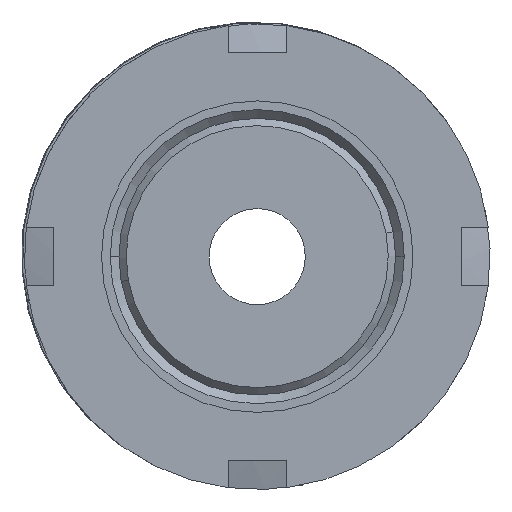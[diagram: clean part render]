
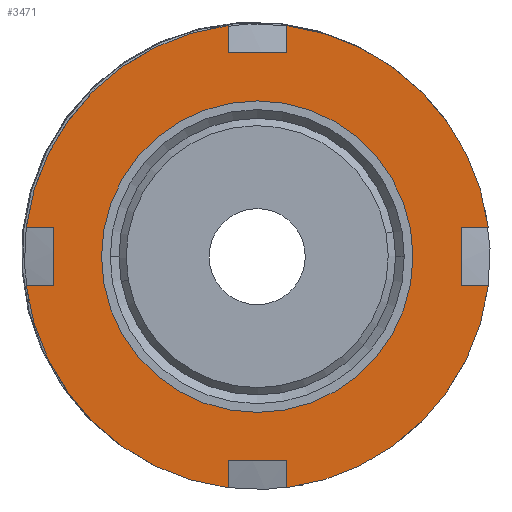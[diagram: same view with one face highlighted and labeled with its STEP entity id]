
A CAD part, front view. The second image highlights one B-rep face of the part: STEP entity #3471.
In plain terms, the highlighted planar face has unit normal (0, -1, 0).
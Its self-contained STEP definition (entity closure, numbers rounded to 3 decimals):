
#40 = CARTESIAN_POINT ( 'NONE',  ( -2., -10.269, 0. ) ) ;
#44 = CARTESIAN_POINT ( 'NONE',  ( 0., -10.269, 0. ) ) ;
#59 = FACE_BOUND ( 'NONE', #1409, .T. ) ;
#65 = FACE_OUTER_BOUND ( 'NONE', #3207, .T. ) ;
#66 = DIRECTION ( 'NONE',  ( -1., 0., 0. ) ) ;
#155 = DIRECTION ( 'NONE',  ( 0., 1., 0. ) ) ;
#161 = VERTEX_POINT ( 'NONE', #496 ) ;
#272 = DIRECTION ( 'NONE',  ( -1., 0., 0. ) ) ;
#311 = DIRECTION ( 'NONE',  ( 0., 1., 0. ) ) ;
#324 = ORIENTED_EDGE ( 'NONE', *, *, #4256, .T. ) ;
#329 = CARTESIAN_POINT ( 'NONE',  ( 0., -10.269, 14. ) ) ;
#346 = VERTEX_POINT ( 'NONE', #4115 ) ;
#362 = EDGE_CURVE ( 'NONE', #2359, #1788, #411, .T. ) ;
#385 = ORIENTED_EDGE ( 'NONE', *, *, #1270, .F. ) ;
#411 = CIRCLE ( 'NONE', #2246, 10.7 ) ;
#420 = DIRECTION ( 'NONE',  ( 0., 1., 0. ) ) ;
#450 = DIRECTION ( 'NONE',  ( -1., 0., 0. ) ) ;
#465 = LINE ( 'NONE', #2074, #747 ) ;
#496 = CARTESIAN_POINT ( 'NONE',  ( 2., -10.269, 15.875 ) ) ;
#537 = DIRECTION ( 'NONE',  ( -1., 0., 0. ) ) ;
#540 = EDGE_CURVE ( 'NONE', #1788, #2359, #4192, .T. ) ;
#551 = DIRECTION ( 'NONE',  ( 0., 0., 1. ) ) ;
#556 = CARTESIAN_POINT ( 'NONE',  ( -2., -10.269, 0. ) ) ;
#563 = VERTEX_POINT ( 'NONE', #3661 ) ;
#603 = EDGE_CURVE ( 'NONE', #2039, #3097, #628, .T. ) ;
#608 = VERTEX_POINT ( 'NONE', #2932 ) ;
#625 = DIRECTION ( 'NONE',  ( 0., 1., 0. ) ) ;
#628 = CIRCLE ( 'NONE', #1425, 16. ) ;
#654 = LINE ( 'NONE', #3668, #874 ) ;
#692 = EDGE_CURVE ( 'NONE', #161, #1805, #937, .T. ) ;
#728 = DIRECTION ( 'NONE',  ( 0., 0., 1. ) ) ;
#732 = CARTESIAN_POINT ( 'NONE',  ( 10.7, -10.269, -2. ) ) ;
#742 = DIRECTION ( 'NONE',  ( 0., 0., -1. ) ) ;
#747 = VECTOR ( 'NONE', #3470, 1000. ) ;
#756 = DIRECTION ( 'NONE',  ( 1., 0., 0. ) ) ;
#800 = CARTESIAN_POINT ( 'NONE',  ( 0., -10.269, -14. ) ) ;
#849 = VECTOR ( 'NONE', #2765, 1000. ) ;
#857 = CARTESIAN_POINT ( 'NONE',  ( 10.7, -10.269, 0. ) ) ;
#874 = VECTOR ( 'NONE', #1899, 1000. ) ;
#884 = CARTESIAN_POINT ( 'NONE',  ( -14., -10.269, 0. ) ) ;
#929 = ORIENTED_EDGE ( 'NONE', *, *, #362, .T. ) ;
#934 = VECTOR ( 'NONE', #4331, 1000. ) ;
#937 = CIRCLE ( 'NONE', #3189, 16. ) ;
#960 = CARTESIAN_POINT ( 'NONE',  ( -10.7, -10.269, 0. ) ) ;
#986 = ORIENTED_EDGE ( 'NONE', *, *, #1516, .F. ) ;
#991 = VERTEX_POINT ( 'NONE', #3784 ) ;
#1000 = CARTESIAN_POINT ( 'NONE',  ( 0., -10.269, 0. ) ) ;
#1123 = CARTESIAN_POINT ( 'NONE',  ( -2., -10.269, -15.875 ) ) ;
#1127 = DIRECTION ( 'NONE',  ( -1., 0., 0. ) ) ;
#1152 = ORIENTED_EDGE ( 'NONE', *, *, #603, .F. ) ;
#1190 = DIRECTION ( 'NONE',  ( -1., 0., 0. ) ) ;
#1200 = ORIENTED_EDGE ( 'NONE', *, *, #3440, .F. ) ;
#1211 = CARTESIAN_POINT ( 'NONE',  ( 0., -10.269, 0. ) ) ;
#1265 = VERTEX_POINT ( 'NONE', #1871 ) ;
#1270 = EDGE_CURVE ( 'NONE', #1487, #3422, #2364, .T. ) ;
#1279 = CARTESIAN_POINT ( 'NONE',  ( 0., -10.269, 0. ) ) ;
#1326 = DIRECTION ( 'NONE',  ( 1., 0., 0. ) ) ;
#1333 = ORIENTED_EDGE ( 'NONE', *, *, #4268, .T. ) ;
#1409 = EDGE_LOOP ( 'NONE', ( #929, #2599 ) ) ;
#1419 = VERTEX_POINT ( 'NONE', #2310 ) ;
#1425 = AXIS2_PLACEMENT_3D ( 'NONE', #3185, #155, #537 ) ;
#1487 = VERTEX_POINT ( 'NONE', #2134 ) ;
#1495 = CARTESIAN_POINT ( 'NONE',  ( 10.7, -10.269, 0. ) ) ;
#1516 = EDGE_CURVE ( 'NONE', #1265, #1487, #3028, .T. ) ;
#1530 = CARTESIAN_POINT ( 'NONE',  ( 2., -10.269, 0. ) ) ;
#1567 = VERTEX_POINT ( 'NONE', #2166 ) ;
#1580 = ORIENTED_EDGE ( 'NONE', *, *, #3997, .F. ) ;
#1658 = EDGE_CURVE ( 'NONE', #1567, #1805, #654, .T. ) ;
#1681 = EDGE_CURVE ( 'NONE', #346, #2431, #2850, .T. ) ;
#1768 = CARTESIAN_POINT ( 'NONE',  ( 14., -10.269, 0. ) ) ;
#1788 = VERTEX_POINT ( 'NONE', #857 ) ;
#1805 = VERTEX_POINT ( 'NONE', #2883 ) ;
#1816 = LINE ( 'NONE', #2790, #2395 ) ;
#1871 = CARTESIAN_POINT ( 'NONE',  ( 2., -10.269, -14. ) ) ;
#1888 = DIRECTION ( 'NONE',  ( 0., 0., 1. ) ) ;
#1899 = DIRECTION ( 'NONE',  ( 1., 0., 0. ) ) ;
#1927 = LINE ( 'NONE', #40, #3669 ) ;
#1940 = VECTOR ( 'NONE', #551, 1000. ) ;
#1956 = ORIENTED_EDGE ( 'NONE', *, *, #3817, .F. ) ;
#2019 = CARTESIAN_POINT ( 'NONE',  ( -14., -10.269, 2. ) ) ;
#2039 = VERTEX_POINT ( 'NONE', #4110 ) ;
#2055 = ORIENTED_EDGE ( 'NONE', *, *, #1681, .F. ) ;
#2060 = AXIS2_PLACEMENT_3D ( 'NONE', #44, #3895, #66 ) ;
#2061 = VECTOR ( 'NONE', #1888, 1000. ) ;
#2074 = CARTESIAN_POINT ( 'NONE',  ( 10.7, -10.269, -2. ) ) ;
#2134 = CARTESIAN_POINT ( 'NONE',  ( -2., -10.269, -14. ) ) ;
#2166 = CARTESIAN_POINT ( 'NONE',  ( 14., -10.269, 2. ) ) ;
#2199 = EDGE_CURVE ( 'NONE', #2431, #563, #4263, .T. ) ;
#2238 = VECTOR ( 'NONE', #742, 1000. ) ;
#2246 = AXIS2_PLACEMENT_3D ( 'NONE', #1000, #311, #2719 ) ;
#2287 = AXIS2_PLACEMENT_3D ( 'NONE', #1495, #420, #450 ) ;
#2310 = CARTESIAN_POINT ( 'NONE',  ( -2., -10.269, 14. ) ) ;
#2347 = CARTESIAN_POINT ( 'NONE',  ( 0., -10.269, 0. ) ) ;
#2359 = VERTEX_POINT ( 'NONE', #960 ) ;
#2364 = LINE ( 'NONE', #556, #934 ) ;
#2382 = CIRCLE ( 'NONE', #2060, 16. ) ;
#2395 = VECTOR ( 'NONE', #2458, 1000. ) ;
#2431 = VERTEX_POINT ( 'NONE', #2019 ) ;
#2458 = DIRECTION ( 'NONE',  ( 0., 0., -1. ) ) ;
#2509 = CARTESIAN_POINT ( 'NONE',  ( 2., -10.269, 14. ) ) ;
#2511 = CIRCLE ( 'NONE', #2725, 16. ) ;
#2541 = VERTEX_POINT ( 'NONE', #4199 ) ;
#2599 = ORIENTED_EDGE ( 'NONE', *, *, #540, .T. ) ;
#2608 = DIRECTION ( 'NONE',  ( -1., 0., 0. ) ) ;
#2616 = DIRECTION ( 'NONE',  ( 0., 1., 0. ) ) ;
#2622 = DIRECTION ( 'NONE',  ( 0., 1., 0. ) ) ;
#2637 = VERTEX_POINT ( 'NONE', #2509 ) ;
#2692 = VECTOR ( 'NONE', #1127, 1000. ) ;
#2719 = DIRECTION ( 'NONE',  ( -1., 0., 0. ) ) ;
#2724 = LINE ( 'NONE', #1768, #2238 ) ;
#2725 = AXIS2_PLACEMENT_3D ( 'NONE', #2347, #625, #272 ) ;
#2765 = DIRECTION ( 'NONE',  ( -1., 0., 0. ) ) ;
#2790 = CARTESIAN_POINT ( 'NONE',  ( 2., -10.269, 0. ) ) ;
#2850 = LINE ( 'NONE', #884, #1940 ) ;
#2883 = CARTESIAN_POINT ( 'NONE',  ( 15.875, -10.269, 2. ) ) ;
#2932 = CARTESIAN_POINT ( 'NONE',  ( -15.875, -10.269, -2. ) ) ;
#3028 = LINE ( 'NONE', #800, #2692 ) ;
#3044 = ORIENTED_EDGE ( 'NONE', *, *, #3120, .F. ) ;
#3097 = VERTEX_POINT ( 'NONE', #3598 ) ;
#3120 = EDGE_CURVE ( 'NONE', #2637, #161, #3976, .T. ) ;
#3170 = CARTESIAN_POINT ( 'NONE',  ( 10.7, -10.269, 2. ) ) ;
#3185 = CARTESIAN_POINT ( 'NONE',  ( 0., -10.269, 0. ) ) ;
#3189 = AXIS2_PLACEMENT_3D ( 'NONE', #1211, #2616, #1190 ) ;
#3207 = EDGE_LOOP ( 'NONE', ( #4389, #2055, #3903, #1200, #385, #986, #1333, #1152, #1580, #4396, #3983, #3599, #3044, #1956, #324, #4222 ) ) ;
#3218 = VECTOR ( 'NONE', #1326, 1000. ) ;
#3422 = VERTEX_POINT ( 'NONE', #1123 ) ;
#3440 = EDGE_CURVE ( 'NONE', #3422, #608, #2382, .T. ) ;
#3470 = DIRECTION ( 'NONE',  ( -1., 0., 0. ) ) ;
#3471 = ADVANCED_FACE ( 'NONE', ( #59, #65 ), #3871, .F. ) ;
#3598 = CARTESIAN_POINT ( 'NONE',  ( 2., -10.269, -15.875 ) ) ;
#3599 = ORIENTED_EDGE ( 'NONE', *, *, #692, .F. ) ;
#3661 = CARTESIAN_POINT ( 'NONE',  ( -15.875, -10.269, 2. ) ) ;
#3668 = CARTESIAN_POINT ( 'NONE',  ( 10.7, -10.269, 2. ) ) ;
#3669 = VECTOR ( 'NONE', #728, 1000. ) ;
#3722 = VECTOR ( 'NONE', #756, 1000. ) ;
#3784 = CARTESIAN_POINT ( 'NONE',  ( -2., -10.269, 15.875 ) ) ;
#3817 = EDGE_CURVE ( 'NONE', #1419, #2637, #4143, .T. ) ;
#3871 = PLANE ( 'NONE',  #2287 ) ;
#3895 = DIRECTION ( 'NONE',  ( 0., 1., 0. ) ) ;
#3903 = ORIENTED_EDGE ( 'NONE', *, *, #4421, .T. ) ;
#3976 = LINE ( 'NONE', #1530, #2061 ) ;
#3983 = ORIENTED_EDGE ( 'NONE', *, *, #1658, .T. ) ;
#3997 = EDGE_CURVE ( 'NONE', #2541, #2039, #4377, .T. ) ;
#4110 = CARTESIAN_POINT ( 'NONE',  ( 15.875, -10.269, -2. ) ) ;
#4115 = CARTESIAN_POINT ( 'NONE',  ( -14., -10.269, -2. ) ) ;
#4143 = LINE ( 'NONE', #329, #3218 ) ;
#4154 = AXIS2_PLACEMENT_3D ( 'NONE', #1279, #2622, #2608 ) ;
#4192 = CIRCLE ( 'NONE', #4154, 10.7 ) ;
#4199 = CARTESIAN_POINT ( 'NONE',  ( 14., -10.269, -2. ) ) ;
#4222 = ORIENTED_EDGE ( 'NONE', *, *, #4371, .F. ) ;
#4256 = EDGE_CURVE ( 'NONE', #1419, #991, #1927, .T. ) ;
#4263 = LINE ( 'NONE', #3170, #849 ) ;
#4268 = EDGE_CURVE ( 'NONE', #1265, #3097, #1816, .T. ) ;
#4281 = EDGE_CURVE ( 'NONE', #1567, #2541, #2724, .T. ) ;
#4331 = DIRECTION ( 'NONE',  ( 0., 0., -1. ) ) ;
#4371 = EDGE_CURVE ( 'NONE', #563, #991, #2511, .T. ) ;
#4377 = LINE ( 'NONE', #732, #3722 ) ;
#4389 = ORIENTED_EDGE ( 'NONE', *, *, #2199, .F. ) ;
#4396 = ORIENTED_EDGE ( 'NONE', *, *, #4281, .F. ) ;
#4421 = EDGE_CURVE ( 'NONE', #346, #608, #465, .T. ) ;
